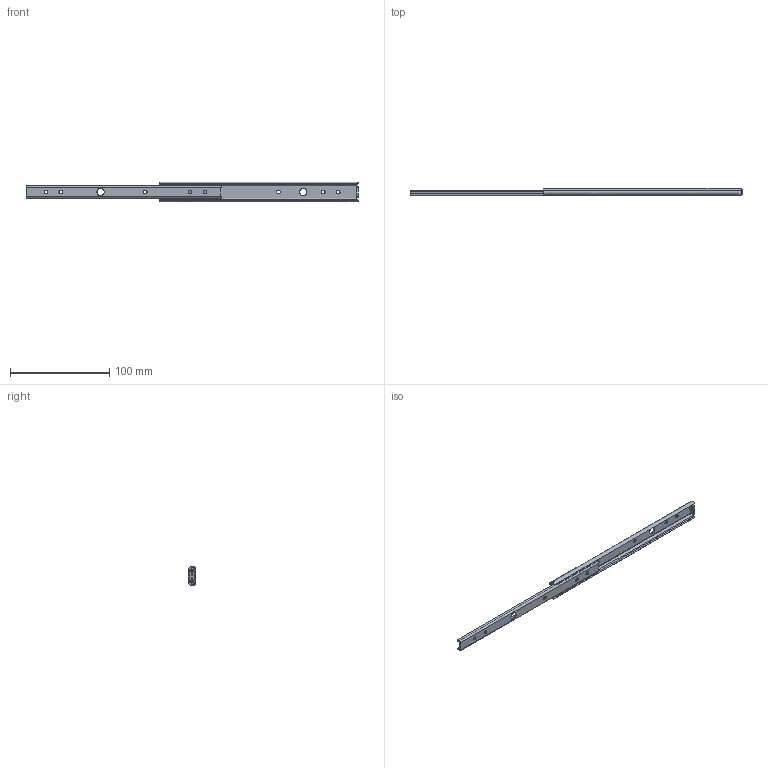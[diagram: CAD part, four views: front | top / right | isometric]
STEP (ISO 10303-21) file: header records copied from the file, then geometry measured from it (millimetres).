
FILE_DESCRIPTION((''),'2;1');
FILE_NAME('','2005-12-14T16:53:28',(''),(''),'','CADfix','');
FILE_SCHEMA(('AUTOMOTIVE_DESIGN'));
Length unit declared in the file: millimetre
Products named in the file (5): ball; retainer; member_B; member_A; TM_233_1_5773_36
Assembly tree (15 placements, depth 2):
  TM_233_1_5773_36
    ball  x12
    retainer
    member_B
    member_A
Bounding box: 334 x 8 x 20 mm (x, y, z)
Volume: 12959.4 mm3; surface area: 23062.5 mm2
Topology: 15 solids, 15 shells, 256 faces, 744 edges, 516 vertices
Faces by surface type: bspline 256
Entity records: 8769 total; most frequent: CARTESIAN_POINT 4519, ORIENTED_EDGE 1444, EDGE_CURVE 722, VERTEX_POINT 494, QUASI_UNIFORM_CURVE 392, EDGE_LOOP 282, FACE_OUTER_BOUND 234, ADVANCED_FACE 234
